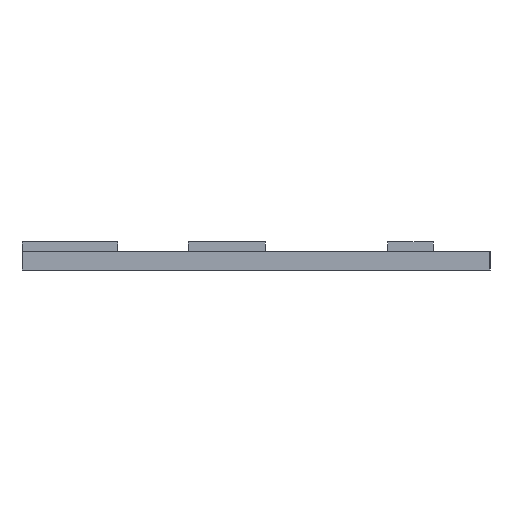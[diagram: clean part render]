
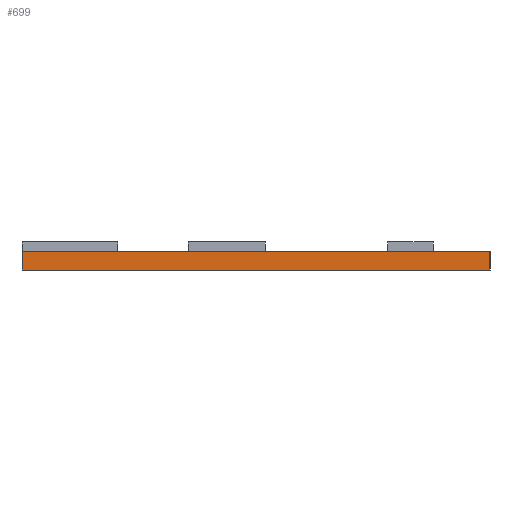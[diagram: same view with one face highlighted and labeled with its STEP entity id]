
A CAD part, left-side view. The second image highlights one B-rep face of the part: STEP entity #699.
In plain terms, the highlighted planar face has unit normal (-1, 0, 0).
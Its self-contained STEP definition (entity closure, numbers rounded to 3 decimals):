
#47 = AXIS2_PLACEMENT_3D ( 'NONE', #513, #183, #1200 ) ;
#121 = LINE ( 'NONE', #428, #768 ) ;
#183 = DIRECTION ( 'NONE',  ( 1., 0., 0. ) ) ;
#188 = CARTESIAN_POINT ( 'NONE',  ( 0., 0., 4. ) ) ;
#221 = ORIENTED_EDGE ( 'NONE', *, *, #1008, .F. ) ;
#252 = VECTOR ( 'NONE', #368, 1000. ) ;
#303 = CARTESIAN_POINT ( 'NONE',  ( 0., 100., 0. ) ) ;
#364 = CARTESIAN_POINT ( 'NONE',  ( 0., 100., 0. ) ) ;
#368 = DIRECTION ( 'NONE',  ( 0., 1., 0. ) ) ;
#428 = CARTESIAN_POINT ( 'NONE',  ( 0., 0., 4. ) ) ;
#431 = DIRECTION ( 'NONE',  ( 0., 0., -1. ) ) ;
#466 = EDGE_CURVE ( 'NONE', #815, #1339, #1148, .T. ) ;
#487 = PLANE ( 'NONE',  #47 ) ;
#513 = CARTESIAN_POINT ( 'NONE',  ( 0., 0., 4. ) ) ;
#569 = DIRECTION ( 'NONE',  ( 0., 0., -1. ) ) ;
#614 = CARTESIAN_POINT ( 'NONE',  ( 0., 100., 4. ) ) ;
#650 = EDGE_CURVE ( 'NONE', #815, #1043, #1332, .T. ) ;
#661 = VECTOR ( 'NONE', #790, 1000. ) ;
#699 = ADVANCED_FACE ( 'NONE', ( #1177 ), #487, .F. ) ;
#768 = VECTOR ( 'NONE', #431, 1000. ) ;
#778 = VERTEX_POINT ( 'NONE', #1567 ) ;
#790 = DIRECTION ( 'NONE',  ( 0., -1., 0. ) ) ;
#809 = ORIENTED_EDGE ( 'NONE', *, *, #950, .F. ) ;
#815 = VERTEX_POINT ( 'NONE', #1402 ) ;
#816 = CARTESIAN_POINT ( 'NONE',  ( 0., 0., 4. ) ) ;
#950 = EDGE_CURVE ( 'NONE', #1339, #778, #121, .T. ) ;
#1008 = EDGE_CURVE ( 'NONE', #778, #1043, #1560, .T. ) ;
#1043 = VERTEX_POINT ( 'NONE', #303 ) ;
#1131 = VECTOR ( 'NONE', #569, 1000. ) ;
#1139 = ORIENTED_EDGE ( 'NONE', *, *, #466, .F. ) ;
#1148 = LINE ( 'NONE', #816, #661 ) ;
#1177 = FACE_OUTER_BOUND ( 'NONE', #1377, .T. ) ;
#1200 = DIRECTION ( 'NONE',  ( 0., 0., -1. ) ) ;
#1331 = ORIENTED_EDGE ( 'NONE', *, *, #650, .T. ) ;
#1332 = LINE ( 'NONE', #614, #1131 ) ;
#1339 = VERTEX_POINT ( 'NONE', #188 ) ;
#1377 = EDGE_LOOP ( 'NONE', ( #809, #1139, #1331, #221 ) ) ;
#1402 = CARTESIAN_POINT ( 'NONE',  ( 0., 100., 4. ) ) ;
#1560 = LINE ( 'NONE', #364, #252 ) ;
#1567 = CARTESIAN_POINT ( 'NONE',  ( 0., 0., 0. ) ) ;
